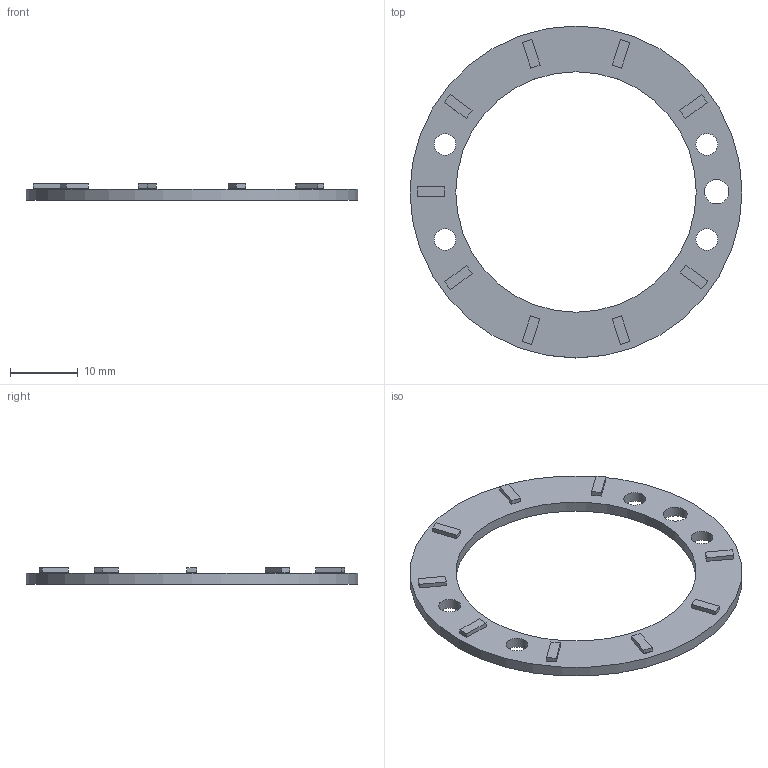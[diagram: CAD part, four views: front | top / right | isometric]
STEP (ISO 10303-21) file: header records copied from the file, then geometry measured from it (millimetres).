
FILE_DESCRIPTION(('KiCad electronic assembly'),'2;1');
FILE_NAME('LED_Plate.step','2023-07-18T15:53:21',('Pcbnew'),('Kicad'), 'Open CASCADE STEP processor 7.6','KiCad to STEP converter','Unknown' );
FILE_SCHEMA(('AUTOMOTIVE_DESIGN { 1 0 10303 214 1 1 1 1 }'));
Length unit declared in the file: millimetre
Products named in the file (4): LED_Plate 1; GW_JELMS1.EM-H2H6-XX55-1-65-R33; COMPOUND; _autosave-LED_Plate PCB
Assembly tree (11 placements, depth 3):
  LED_Plate 1
    GW_JELMS1.EM-H2H6-XX55-1-65-R33  x9
      COMPOUND
    _autosave-LED_Plate PCB
Bounding box: 49 x 49 x 2.4 mm (x, y, z)
Volume: 1401.9 mm3; surface area: 2434.8 mm2
Topology: 28 solids, 28 shells, 171 faces, 345 edges, 230 vertices
Faces by surface type: plane 164, cylinder 7
Full cylindrical faces by diameter (mm): 3.2 x4, 3.6 x1, 35.5 x1, 49 x1
Entity records: 1642 total; most frequent: DIRECTION 263, CARTESIAN_POINT 248, LINE 143, VECTOR 143, ORIENTED_EDGE 114, PCURVE 114, DEFINITIONAL_REPRESENTATION 114, EDGE_CURVE 57
